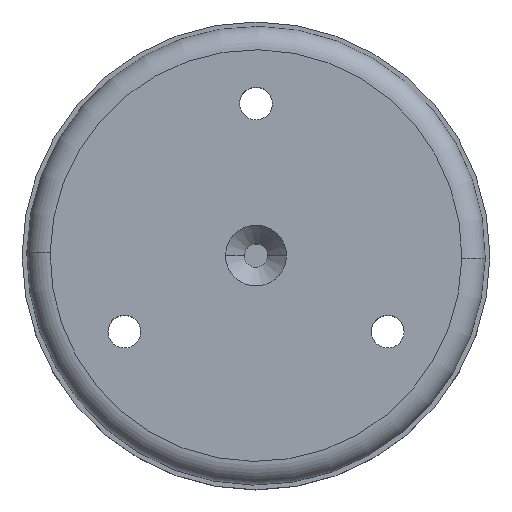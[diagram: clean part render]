
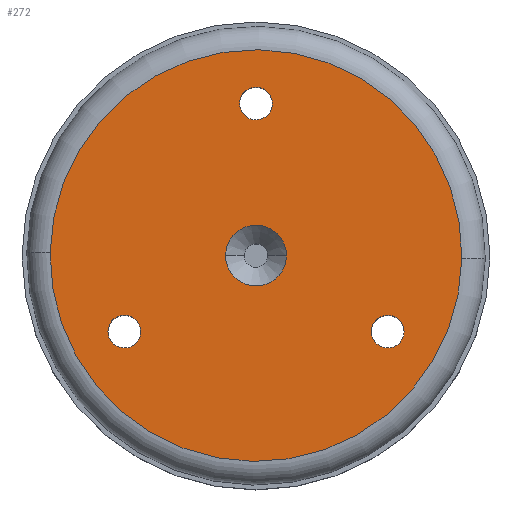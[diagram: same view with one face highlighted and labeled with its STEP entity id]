
A CAD part, top view. The second image highlights one B-rep face of the part: STEP entity #272.
In plain terms, the highlighted planar face has unit normal (0, 0, 1).
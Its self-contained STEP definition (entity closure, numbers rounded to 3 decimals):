
#4 = DIRECTION ( 'NONE',  ( 0., 0., -1. ) ) ;
#13 = EDGE_CURVE ( 'NONE', #1443, #904, #1912, .T. ) ;
#17 = AXIS2_PLACEMENT_3D ( 'NONE', #1169, #1009, #1470 ) ;
#26 = FACE_OUTER_BOUND ( 'NONE', #1894, .T. ) ;
#32 = CARTESIAN_POINT ( 'NONE',  ( -0.437, 32.497, 40. ) ) ;
#36 = CIRCLE ( 'NONE', #1417, 3.5 ) ;
#78 = DIRECTION ( 'NONE',  ( 0., 0., -1. ) ) ;
#100 = EDGE_LOOP ( 'NONE', ( #1069, #752 ) ) ;
#120 = AXIS2_PLACEMENT_3D ( 'NONE', #210, #717, #1180 ) ;
#149 = FACE_BOUND ( 'NONE', #100, .T. ) ;
#176 = CARTESIAN_POINT ( 'NONE',  ( -24.425, -16.627, 40. ) ) ;
#182 = CARTESIAN_POINT ( 'NONE',  ( -31.425, -16.627, 40. ) ) ;
#188 = AXIS2_PLACEMENT_3D ( 'NONE', #1542, #78, #241 ) ;
#210 = CARTESIAN_POINT ( 'NONE',  ( -27.925, -16.627, 40. ) ) ;
#226 = VERTEX_POINT ( 'NONE', #903 ) ;
#241 = DIRECTION ( 'NONE',  ( -1., 0., 0. ) ) ;
#263 = EDGE_CURVE ( 'NONE', #858, #428, #1368, .T. ) ;
#272 = ADVANCED_FACE ( 'NONE', ( #26, #1467, #1145, #326, #149 ), #1950, .T. ) ;
#282 = AXIS2_PLACEMENT_3D ( 'NONE', #32, #684, #517 ) ;
#287 = ORIENTED_EDGE ( 'NONE', *, *, #13, .T. ) ;
#289 = AXIS2_PLACEMENT_3D ( 'NONE', #1938, #1430, #978 ) ;
#326 = FACE_BOUND ( 'NONE', #671, .T. ) ;
#358 = DIRECTION ( 'NONE',  ( -1., 0., 0. ) ) ;
#359 = ORIENTED_EDGE ( 'NONE', *, *, #590, .T. ) ;
#409 = CARTESIAN_POINT ( 'NONE',  ( 0., 0., 40. ) ) ;
#428 = VERTEX_POINT ( 'NONE', #1353 ) ;
#471 = CARTESIAN_POINT ( 'NONE',  ( 0., 0., 40. ) ) ;
#481 = EDGE_CURVE ( 'NONE', #1253, #226, #1747, .T. ) ;
#487 = VERTEX_POINT ( 'NONE', #1717 ) ;
#517 = DIRECTION ( 'NONE',  ( -1., 0., 0. ) ) ;
#529 = CARTESIAN_POINT ( 'NONE',  ( -3.937, 32.497, 40. ) ) ;
#590 = EDGE_CURVE ( 'NONE', #487, #972, #1483, .T. ) ;
#627 = ORIENTED_EDGE ( 'NONE', *, *, #1355, .T. ) ;
#657 = CIRCLE ( 'NONE', #1262, 3.5 ) ;
#671 = EDGE_LOOP ( 'NONE', ( #1057, #777 ) ) ;
#684 = DIRECTION ( 'NONE',  ( 0., 0., -1. ) ) ;
#717 = DIRECTION ( 'NONE',  ( 0., 0., -1. ) ) ;
#718 = ORIENTED_EDGE ( 'NONE', *, *, #891, .T. ) ;
#752 = ORIENTED_EDGE ( 'NONE', *, *, #968, .T. ) ;
#769 = EDGE_CURVE ( 'NONE', #972, #487, #862, .T. ) ;
#777 = ORIENTED_EDGE ( 'NONE', *, *, #1272, .T. ) ;
#790 = CIRCLE ( 'NONE', #17, 44. ) ;
#803 = DIRECTION ( 'NONE',  ( 0., 0., 1. ) ) ;
#822 = VERTEX_POINT ( 'NONE', #176 ) ;
#858 = VERTEX_POINT ( 'NONE', #975 ) ;
#862 = CIRCLE ( 'NONE', #282, 3.5 ) ;
#891 = EDGE_CURVE ( 'NONE', #1377, #822, #1131, .T. ) ;
#903 = CARTESIAN_POINT ( 'NONE',  ( 31.862, -15.87, 40. ) ) ;
#904 = VERTEX_POINT ( 'NONE', #1831 ) ;
#906 = ORIENTED_EDGE ( 'NONE', *, *, #769, .T. ) ;
#968 = EDGE_CURVE ( 'NONE', #428, #858, #1879, .T. ) ;
#972 = VERTEX_POINT ( 'NONE', #529 ) ;
#975 = CARTESIAN_POINT ( 'NONE',  ( 6.5, 0., 40. ) ) ;
#978 = DIRECTION ( 'NONE',  ( 1., 0., 0. ) ) ;
#980 = DIRECTION ( 'NONE',  ( 0., 0., -1. ) ) ;
#1009 = DIRECTION ( 'NONE',  ( 0., 0., 1. ) ) ;
#1057 = ORIENTED_EDGE ( 'NONE', *, *, #481, .T. ) ;
#1065 = AXIS2_PLACEMENT_3D ( 'NONE', #1113, #1766, #1459 ) ;
#1069 = ORIENTED_EDGE ( 'NONE', *, *, #263, .T. ) ;
#1113 = CARTESIAN_POINT ( 'NONE',  ( 0., 0., 40. ) ) ;
#1131 = CIRCLE ( 'NONE', #120, 3.5 ) ;
#1135 = CARTESIAN_POINT ( 'NONE',  ( -27.925, -16.627, 40. ) ) ;
#1145 = FACE_BOUND ( 'NONE', #1757, .T. ) ;
#1157 = DIRECTION ( 'NONE',  ( -1., 0., 0. ) ) ;
#1169 = CARTESIAN_POINT ( 'NONE',  ( 0., 0., 40. ) ) ;
#1180 = DIRECTION ( 'NONE',  ( -1., 0., 0. ) ) ;
#1196 = AXIS2_PLACEMENT_3D ( 'NONE', #1900, #1924, #1251 ) ;
#1251 = DIRECTION ( 'NONE',  ( -1., 0., 0. ) ) ;
#1253 = VERTEX_POINT ( 'NONE', #1774 ) ;
#1262 = AXIS2_PLACEMENT_3D ( 'NONE', #1932, #980, #358 ) ;
#1272 = EDGE_CURVE ( 'NONE', #226, #1253, #657, .T. ) ;
#1281 = DIRECTION ( 'NONE',  ( 1., 0., 0. ) ) ;
#1315 = EDGE_LOOP ( 'NONE', ( #718, #1922 ) ) ;
#1343 = DIRECTION ( 'NONE',  ( 0., 0., -1. ) ) ;
#1353 = CARTESIAN_POINT ( 'NONE',  ( -6.5, 0., 40. ) ) ;
#1355 = EDGE_CURVE ( 'NONE', #904, #1443, #790, .T. ) ;
#1362 = AXIS2_PLACEMENT_3D ( 'NONE', #409, #1343, #1860 ) ;
#1368 = CIRCLE ( 'NONE', #289, 6.5 ) ;
#1377 = VERTEX_POINT ( 'NONE', #182 ) ;
#1417 = AXIS2_PLACEMENT_3D ( 'NONE', #1135, #4, #1157 ) ;
#1430 = DIRECTION ( 'NONE',  ( 0., 0., -1. ) ) ;
#1443 = VERTEX_POINT ( 'NONE', #1526 ) ;
#1459 = DIRECTION ( 'NONE',  ( 1., 0., 0. ) ) ;
#1467 = FACE_BOUND ( 'NONE', #1315, .T. ) ;
#1470 = DIRECTION ( 'NONE',  ( 1., 0., 0. ) ) ;
#1483 = CIRCLE ( 'NONE', #1196, 3.5 ) ;
#1526 = CARTESIAN_POINT ( 'NONE',  ( -44., 0., 40. ) ) ;
#1542 = CARTESIAN_POINT ( 'NONE',  ( 28.362, -15.87, 40. ) ) ;
#1717 = CARTESIAN_POINT ( 'NONE',  ( 3.063, 32.497, 40. ) ) ;
#1726 = EDGE_CURVE ( 'NONE', #822, #1377, #36, .T. ) ;
#1747 = CIRCLE ( 'NONE', #188, 3.5 ) ;
#1751 = AXIS2_PLACEMENT_3D ( 'NONE', #471, #803, #1281 ) ;
#1757 = EDGE_LOOP ( 'NONE', ( #906, #359 ) ) ;
#1766 = DIRECTION ( 'NONE',  ( 0., 0., 1. ) ) ;
#1774 = CARTESIAN_POINT ( 'NONE',  ( 24.862, -15.87, 40. ) ) ;
#1831 = CARTESIAN_POINT ( 'NONE',  ( 44., 0., 40. ) ) ;
#1860 = DIRECTION ( 'NONE',  ( 1., 0., 0. ) ) ;
#1879 = CIRCLE ( 'NONE', #1362, 6.5 ) ;
#1894 = EDGE_LOOP ( 'NONE', ( #627, #287 ) ) ;
#1900 = CARTESIAN_POINT ( 'NONE',  ( -0.437, 32.497, 40. ) ) ;
#1912 = CIRCLE ( 'NONE', #1065, 44. ) ;
#1922 = ORIENTED_EDGE ( 'NONE', *, *, #1726, .T. ) ;
#1924 = DIRECTION ( 'NONE',  ( 0., 0., -1. ) ) ;
#1932 = CARTESIAN_POINT ( 'NONE',  ( 28.362, -15.87, 40. ) ) ;
#1938 = CARTESIAN_POINT ( 'NONE',  ( 0., 0., 40. ) ) ;
#1950 = PLANE ( 'NONE',  #1751 ) ;
